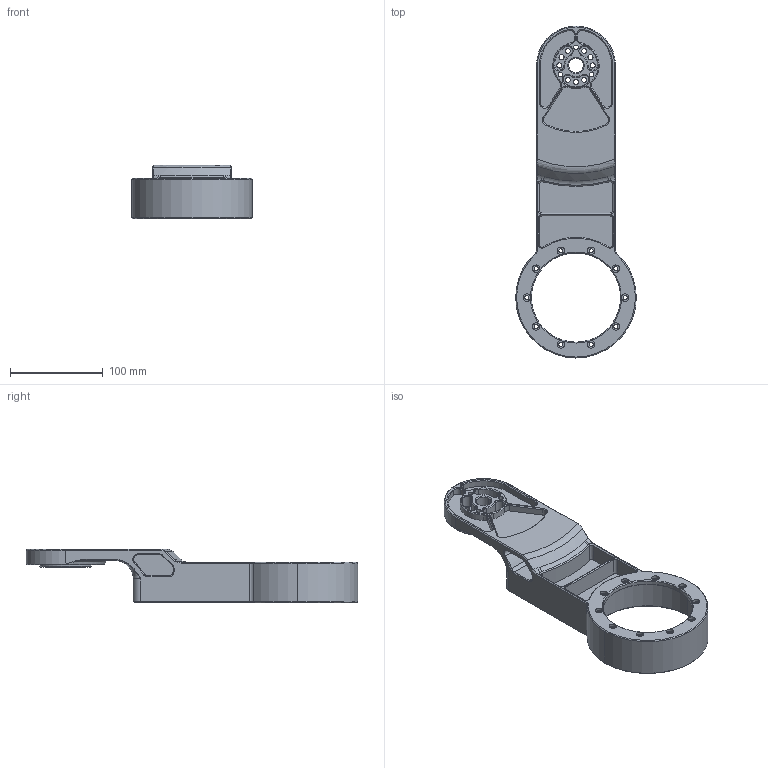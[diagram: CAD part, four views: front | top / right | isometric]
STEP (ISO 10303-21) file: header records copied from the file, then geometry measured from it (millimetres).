
FILE_DESCRIPTION (( 'STEP AP214' ), '1' );
FILE_NAME ('湮虯囀耜.STEP', '2025-04-21T10:45:17', ( 'Windows User' ), ( 'P R C' ), 'SwSTEP 2.0', 'SolidWorks 2020', '' );
FILE_SCHEMA (( 'AUTOMOTIVE_DESIGN' ));
Length unit declared in the file: millimetre
Products named in the file (1): 湮虯囀耜
Bounding box: 130 x 357.5 x 57.7 mm (x, y, z)
Volume: 359025.3 mm3; surface area: 144147.1 mm2
Topology: 1 solids, 1 shells, 447 faces, 1083 edges, 649 vertices
Faces by surface type: cylinder 172, plane 124, cone 119, bspline 24, torus 8
Entity records: 15551 total; most frequent: CARTESIAN_POINT 4842, DIRECTION 2359, ORIENTED_EDGE 2158, EDGE_CURVE 1079, AXIS2_PLACEMENT_3D 924, VERTEX_POINT 649, LINE 511, VECTOR 511
